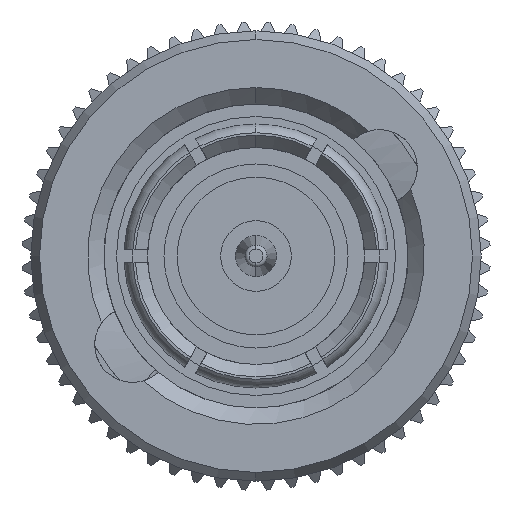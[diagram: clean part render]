
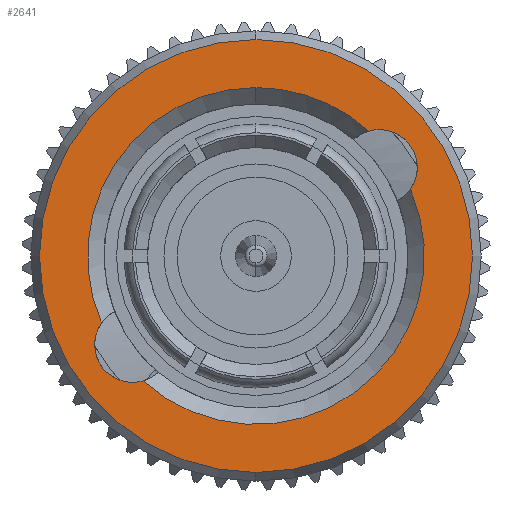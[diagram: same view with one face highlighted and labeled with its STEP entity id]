
A CAD part, left-side view. The second image highlights one B-rep face of the part: STEP entity #2641.
In plain terms, the highlighted planar face has unit normal (-1, 0, 0).
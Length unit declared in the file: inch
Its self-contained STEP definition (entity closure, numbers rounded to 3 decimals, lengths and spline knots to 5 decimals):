
#47 = DIRECTION ( 'NONE',  ( 1., 0., 0. ) ) ;
#108 = DIRECTION ( 'NONE',  ( 0., 0., 1. ) ) ;
#703 = AXIS2_PLACEMENT_3D ( 'NONE', #10709, #1391, #12557 ) ;
#838 = CARTESIAN_POINT ( 'NONE',  ( 0.33873, 0., -0.26339 ) ) ;
#861 = DIRECTION ( 'NONE',  ( 0., 0., 1. ) ) ;
#885 = DIRECTION ( 'NONE',  ( 1., 0., 0. ) ) ;
#940 = PLANE ( 'NONE',  #5767 ) ;
#946 = AXIS2_PLACEMENT_3D ( 'NONE', #7424, #2604, #108 ) ;
#1043 = VERTEX_POINT ( 'NONE', #838 ) ;
#1328 = DIRECTION ( 'NONE',  ( 0., 0., -1. ) ) ;
#1391 = DIRECTION ( 'NONE',  ( -1., 0., 0. ) ) ;
#1503 = CARTESIAN_POINT ( 'NONE',  ( 0.33873, 0., 0. ) ) ;
#1829 = AXIS2_PLACEMENT_3D ( 'NONE', #3325, #8244, #861 ) ;
#1999 = CARTESIAN_POINT ( 'NONE',  ( 0.33873, -0.15026, 0.15382 ) ) ;
#2098 = EDGE_CURVE ( 'NONE', #14229, #12493, #5083, .T. ) ;
#2120 = DIRECTION ( 'NONE',  ( 0., 0., -1. ) ) ;
#2604 = DIRECTION ( 'NONE',  ( -1., 0., 0. ) ) ;
#2641 = ADVANCED_FACE ( 'NONE', ( #14485, #4148 ), #940, .F. ) ;
#2681 = CIRCLE ( 'NONE', #4458, 0.20494 ) ;
#2766 = EDGE_CURVE ( 'NONE', #12357, #6903, #6406, .T. ) ;
#2891 = DIRECTION ( 'NONE',  ( 1., 0., 0. ) ) ;
#2923 = CARTESIAN_POINT ( 'NONE',  ( 0.33873, 0., 0. ) ) ;
#3070 = CARTESIAN_POINT ( 'NONE',  ( 0.33873, 0., 0.26339 ) ) ;
#3325 = CARTESIAN_POINT ( 'NONE',  ( 0.33873, 0.15026, -0.10782 ) ) ;
#3485 = ORIENTED_EDGE ( 'NONE', *, *, #13230, .T. ) ;
#3705 = DIRECTION ( 'NONE',  ( 0., 0., -1. ) ) ;
#3933 = DIRECTION ( 'NONE',  ( 0., 0., -1. ) ) ;
#4148 = FACE_BOUND ( 'NONE', #6985, .T. ) ;
#4458 = AXIS2_PLACEMENT_3D ( 'NONE', #1503, #2891, #10189 ) ;
#4987 = CIRCLE ( 'NONE', #13581, 0.20494 ) ;
#5083 = CIRCLE ( 'NONE', #1829, 0.046 ) ;
#5597 = CARTESIAN_POINT ( 'NONE',  ( 0.33873, -0.18802, 0.08154 ) ) ;
#5767 = AXIS2_PLACEMENT_3D ( 'NONE', #9456, #885, #1328 ) ;
#6406 = CIRCLE ( 'NONE', #703, 0.046 ) ;
#6644 = CIRCLE ( 'NONE', #11593, 0.26339 ) ;
#6680 = CARTESIAN_POINT ( 'NONE',  ( 0.33873, 0.18802, -0.08154 ) ) ;
#6732 = VERTEX_POINT ( 'NONE', #3070 ) ;
#6814 = CARTESIAN_POINT ( 'NONE',  ( 0.33873, -0.13747, 0.152 ) ) ;
#6903 = VERTEX_POINT ( 'NONE', #1999 ) ;
#6954 = DIRECTION ( 'NONE',  ( 1., 0., 0. ) ) ;
#6985 = EDGE_LOOP ( 'NONE', ( #15570, #14268, #13557, #12780, #3485, #13111 ) ) ;
#7035 = CIRCLE ( 'NONE', #13899, 0.046 ) ;
#7306 = CARTESIAN_POINT ( 'NONE',  ( 0.33873, 0., 0.20494 ) ) ;
#7363 = EDGE_CURVE ( 'NONE', #12357, #12493, #8231, .T. ) ;
#7419 = EDGE_CURVE ( 'NONE', #1043, #6732, #9163, .T. ) ;
#7424 = CARTESIAN_POINT ( 'NONE',  ( 0.33873, 0., 0. ) ) ;
#8184 = EDGE_LOOP ( 'NONE', ( #12070, #8651 ) ) ;
#8231 = CIRCLE ( 'NONE', #11451, 0.20494 ) ;
#8244 = DIRECTION ( 'NONE',  ( -1., 0., 0. ) ) ;
#8651 = ORIENTED_EDGE ( 'NONE', *, *, #12212, .T. ) ;
#8721 = CARTESIAN_POINT ( 'NONE',  ( 0.33873, -0.15026, 0.10782 ) ) ;
#9069 = DIRECTION ( 'NONE',  ( -1., 0., 0. ) ) ;
#9163 = CIRCLE ( 'NONE', #946, 0.26339 ) ;
#9456 = CARTESIAN_POINT ( 'NONE',  ( 0.33873, 0., -0.26339 ) ) ;
#9821 = EDGE_CURVE ( 'NONE', #14229, #13967, #4987, .T. ) ;
#9933 = DIRECTION ( 'NONE',  ( -1., 0., 0. ) ) ;
#10189 = DIRECTION ( 'NONE',  ( 0., 0., -1. ) ) ;
#10709 = CARTESIAN_POINT ( 'NONE',  ( 0.33873, -0.15026, 0.10782 ) ) ;
#11007 = CARTESIAN_POINT ( 'NONE',  ( 0.33873, 0., 0. ) ) ;
#11019 = EDGE_CURVE ( 'NONE', #6903, #13460, #7035, .T. ) ;
#11451 = AXIS2_PLACEMENT_3D ( 'NONE', #11007, #47, #3705 ) ;
#11593 = AXIS2_PLACEMENT_3D ( 'NONE', #2923, #9069, #12689 ) ;
#12070 = ORIENTED_EDGE ( 'NONE', *, *, #7419, .T. ) ;
#12212 = EDGE_CURVE ( 'NONE', #6732, #1043, #6644, .T. ) ;
#12357 = VERTEX_POINT ( 'NONE', #5597 ) ;
#12493 = VERTEX_POINT ( 'NONE', #15504 ) ;
#12557 = DIRECTION ( 'NONE',  ( 0., 0., -1. ) ) ;
#12689 = DIRECTION ( 'NONE',  ( 0., 0., 1. ) ) ;
#12780 = ORIENTED_EDGE ( 'NONE', *, *, #9821, .T. ) ;
#13111 = ORIENTED_EDGE ( 'NONE', *, *, #11019, .F. ) ;
#13230 = EDGE_CURVE ( 'NONE', #13967, #13460, #2681, .T. ) ;
#13460 = VERTEX_POINT ( 'NONE', #6814 ) ;
#13557 = ORIENTED_EDGE ( 'NONE', *, *, #2098, .F. ) ;
#13581 = AXIS2_PLACEMENT_3D ( 'NONE', #13952, #6954, #2120 ) ;
#13899 = AXIS2_PLACEMENT_3D ( 'NONE', #8721, #9933, #3933 ) ;
#13952 = CARTESIAN_POINT ( 'NONE',  ( 0.33873, 0., 0. ) ) ;
#13967 = VERTEX_POINT ( 'NONE', #7306 ) ;
#14229 = VERTEX_POINT ( 'NONE', #6680 ) ;
#14268 = ORIENTED_EDGE ( 'NONE', *, *, #7363, .T. ) ;
#14485 = FACE_OUTER_BOUND ( 'NONE', #8184, .T. ) ;
#15504 = CARTESIAN_POINT ( 'NONE',  ( 0.33873, 0.13747, -0.152 ) ) ;
#15570 = ORIENTED_EDGE ( 'NONE', *, *, #2766, .F. ) ;
